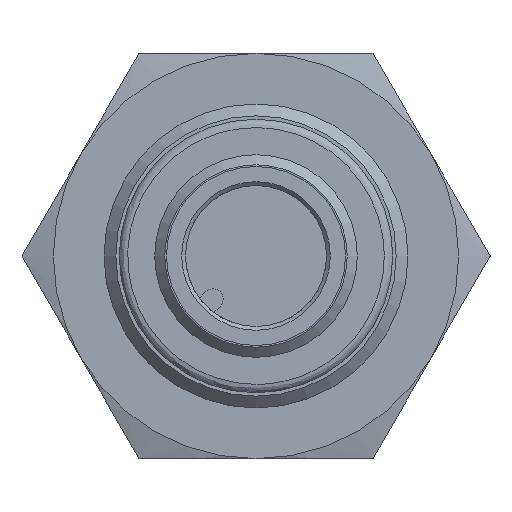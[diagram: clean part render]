
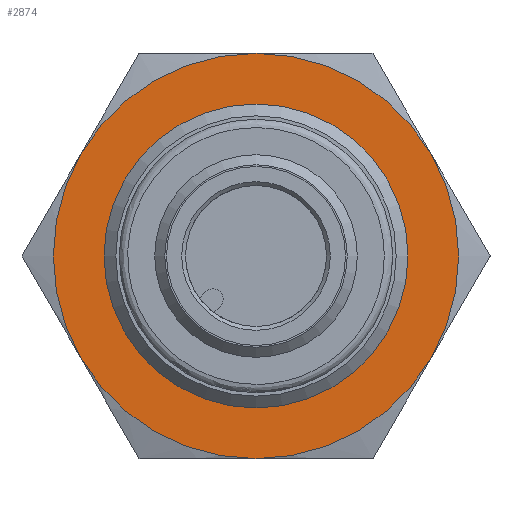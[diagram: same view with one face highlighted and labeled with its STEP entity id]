
A CAD part, left-side view. The second image highlights one B-rep face of the part: STEP entity #2874.
In plain terms, the highlighted planar face has unit normal (-1, 0, 0).
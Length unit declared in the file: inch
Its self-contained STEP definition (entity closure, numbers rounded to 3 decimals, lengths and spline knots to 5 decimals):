
#31 = DIRECTION ( 'NONE',  ( 1., 0., 0. ) ) ;
#42 = VERTEX_POINT ( 'NONE', #1773 ) ;
#157 = VERTEX_POINT ( 'NONE', #174 ) ;
#174 = CARTESIAN_POINT ( 'NONE',  ( 0.96457, 0.40915, 0.23622 ) ) ;
#235 = CIRCLE ( 'NONE', #1934, 0.47244 ) ;
#253 = ORIENTED_EDGE ( 'NONE', *, *, #2842, .F. ) ;
#269 = ORIENTED_EDGE ( 'NONE', *, *, #4145, .F. ) ;
#308 = EDGE_LOOP ( 'NONE', ( #4399, #2548, #253, #1803, #2099, #269 ) ) ;
#411 = CIRCLE ( 'NONE', #1947, 0.47244 ) ;
#422 = VERTEX_POINT ( 'NONE', #3974 ) ;
#442 = CARTESIAN_POINT ( 'NONE',  ( 0.96457, 0., 0. ) ) ;
#545 = DIRECTION ( 'NONE',  ( 1., 0., 0. ) ) ;
#752 = DIRECTION ( 'NONE',  ( 0., 0., 1. ) ) ;
#774 = DIRECTION ( 'NONE',  ( 0., 0., 1. ) ) ;
#930 = DIRECTION ( 'NONE',  ( 1., 0., 0. ) ) ;
#1060 = EDGE_CURVE ( 'NONE', #4111, #157, #235, .T. ) ;
#1171 = FACE_BOUND ( 'NONE', #1686, .T. ) ;
#1514 = VERTEX_POINT ( 'NONE', #3566 ) ;
#1600 = DIRECTION ( 'NONE',  ( 1., 0., 0. ) ) ;
#1645 = CARTESIAN_POINT ( 'NONE',  ( 0.96457, 0., 0. ) ) ;
#1661 = AXIS2_PLACEMENT_3D ( 'NONE', #3287, #545, #3968 ) ;
#1686 = EDGE_LOOP ( 'NONE', ( #4270 ) ) ;
#1745 = VERTEX_POINT ( 'NONE', #2185 ) ;
#1749 = AXIS2_PLACEMENT_3D ( 'NONE', #3620, #1600, #2270 ) ;
#1752 = CARTESIAN_POINT ( 'NONE',  ( 0.96457, 0., 0. ) ) ;
#1773 = CARTESIAN_POINT ( 'NONE',  ( 0.96457, 0., -0.47244 ) ) ;
#1792 = AXIS2_PLACEMENT_3D ( 'NONE', #442, #4225, #774 ) ;
#1803 = ORIENTED_EDGE ( 'NONE', *, *, #1060, .F. ) ;
#1859 = CARTESIAN_POINT ( 'NONE',  ( 0.96457, 0.40915, -0.23622 ) ) ;
#1934 = AXIS2_PLACEMENT_3D ( 'NONE', #1645, #930, #3670 ) ;
#1935 = EDGE_CURVE ( 'NONE', #422, #1514, #2657, .T. ) ;
#1947 = AXIS2_PLACEMENT_3D ( 'NONE', #1752, #2796, #3800 ) ;
#1980 = CARTESIAN_POINT ( 'NONE',  ( 0.96457, -0.40915, -0.23622 ) ) ;
#1988 = EDGE_CURVE ( 'NONE', #42, #4111, #2812, .T. ) ;
#2099 = ORIENTED_EDGE ( 'NONE', *, *, #1988, .F. ) ;
#2185 = CARTESIAN_POINT ( 'NONE',  ( 0.96457, 0., -0.35433 ) ) ;
#2238 = PLANE ( 'NONE',  #1661 ) ;
#2270 = DIRECTION ( 'NONE',  ( 0., 0., 1. ) ) ;
#2413 = CARTESIAN_POINT ( 'NONE',  ( 0.96457, 0., 0. ) ) ;
#2462 = CARTESIAN_POINT ( 'NONE',  ( 0.96457, 0., 0. ) ) ;
#2548 = ORIENTED_EDGE ( 'NONE', *, *, #1935, .F. ) ;
#2657 = CIRCLE ( 'NONE', #3399, 0.47244 ) ;
#2793 = DIRECTION ( 'NONE',  ( 1., 0., 0. ) ) ;
#2796 = DIRECTION ( 'NONE',  ( 1., 0., 0. ) ) ;
#2812 = CIRCLE ( 'NONE', #1792, 0.47244 ) ;
#2842 = EDGE_CURVE ( 'NONE', #157, #422, #3197, .T. ) ;
#2863 = AXIS2_PLACEMENT_3D ( 'NONE', #2462, #2793, #752 ) ;
#2874 = ADVANCED_FACE ( 'NONE', ( #2940, #1171 ), #2238, .F. ) ;
#2905 = CIRCLE ( 'NONE', #4218, 0.35433 ) ;
#2940 = FACE_OUTER_BOUND ( 'NONE', #308, .T. ) ;
#3131 = VERTEX_POINT ( 'NONE', #1980 ) ;
#3164 = CIRCLE ( 'NONE', #2863, 0.47244 ) ;
#3197 = CIRCLE ( 'NONE', #1749, 0.47244 ) ;
#3287 = CARTESIAN_POINT ( 'NONE',  ( 0.96457, -0.47244, 0. ) ) ;
#3399 = AXIS2_PLACEMENT_3D ( 'NONE', #2413, #31, #3457 ) ;
#3422 = DIRECTION ( 'NONE',  ( -1., 0., 0. ) ) ;
#3457 = DIRECTION ( 'NONE',  ( 0., 0., 1. ) ) ;
#3566 = CARTESIAN_POINT ( 'NONE',  ( 0.96457, -0.40915, 0.23622 ) ) ;
#3588 = EDGE_CURVE ( 'NONE', #1514, #3131, #411, .T. ) ;
#3620 = CARTESIAN_POINT ( 'NONE',  ( 0.96457, 0., 0. ) ) ;
#3670 = DIRECTION ( 'NONE',  ( 0., 1., 0. ) ) ;
#3767 = DIRECTION ( 'NONE',  ( 0., 0., -1. ) ) ;
#3800 = DIRECTION ( 'NONE',  ( 0., 1., 0. ) ) ;
#3959 = EDGE_CURVE ( 'NONE', #1745, #1745, #2905, .T. ) ;
#3968 = DIRECTION ( 'NONE',  ( 0., 0., 1. ) ) ;
#3974 = CARTESIAN_POINT ( 'NONE',  ( 0.96457, 0., 0.47244 ) ) ;
#4102 = CARTESIAN_POINT ( 'NONE',  ( 0.96457, 0., 0. ) ) ;
#4111 = VERTEX_POINT ( 'NONE', #1859 ) ;
#4145 = EDGE_CURVE ( 'NONE', #3131, #42, #3164, .T. ) ;
#4218 = AXIS2_PLACEMENT_3D ( 'NONE', #4102, #3422, #3767 ) ;
#4225 = DIRECTION ( 'NONE',  ( 1., 0., 0. ) ) ;
#4270 = ORIENTED_EDGE ( 'NONE', *, *, #3959, .F. ) ;
#4399 = ORIENTED_EDGE ( 'NONE', *, *, #3588, .F. ) ;
